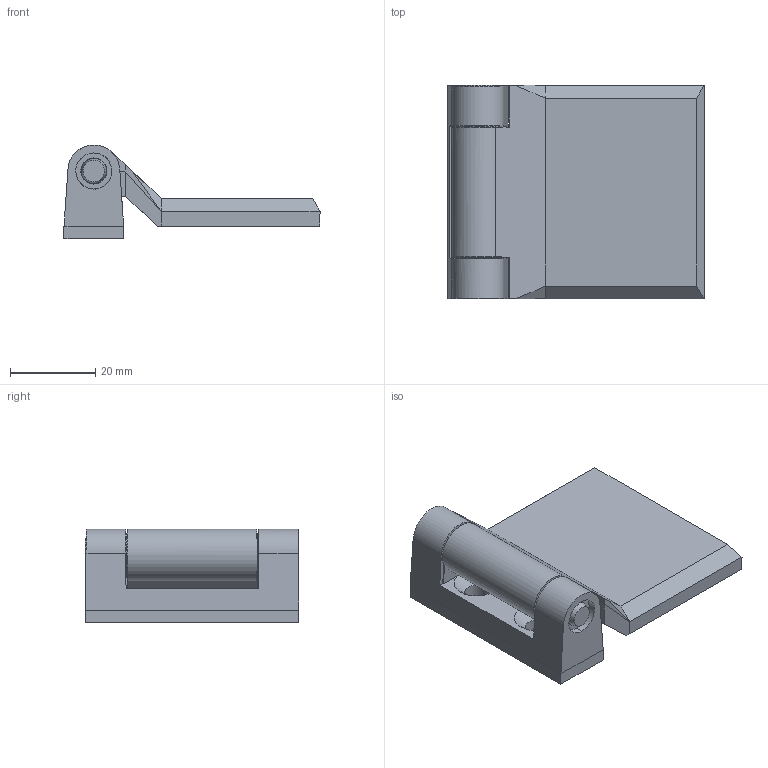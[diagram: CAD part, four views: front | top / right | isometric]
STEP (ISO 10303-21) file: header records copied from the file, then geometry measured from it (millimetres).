
FILE_DESCRIPTION (( 'STEP AP203' ), '1' );
FILE_NAME ('MK16.1.5.V2.03.STEP', '2022-08-23T13:42:21', ( '' ), ( '' ), 'SwSTEP 2.0', 'SolidWorks 2021', '' );
FILE_SCHEMA (( 'CONFIG_CONTROL_DESIGN' ));
Length unit declared in the file: millimetre
Products named in the file (4): MK16.1.5.V2.03; 2152350869-MK16 Menteþe Orta Parça-Havþalý-Boyalý; 1206100759-MG16-MK16 pimi; 2151350863-MK16 Menteþe Kenar Parça-05mm-Boyalý
Assembly tree (3 placements, depth 2):
  MK16.1.5.V2.03
    2152350869-MK16 Menteþe Orta Parça-Havþalý-Boyalý
    2151350863-MK16 Menteþe Kenar Parça-05mm-Boyalý
    1206100759-MG16-MK16 pimi
Bounding box: 60 x 50.09 x 22 mm (x, y, z)
Volume: 22100.9 mm3; surface area: 13898.5 mm2
Topology: 3 solids, 3 shells, 350 faces, 892 edges, 560 vertices
Faces by surface type: plane 149, cylinder 113, bspline 36, cone 34, torus 14, sphere 4
Entity records: 12528 total; most frequent: CARTESIAN_POINT 4046, ORIENTED_EDGE 1784, DIRECTION 1560, EDGE_CURVE 892, VERTEX_POINT 560, AXIS2_PLACEMENT_3D 550, LINE 460, VECTOR 460
